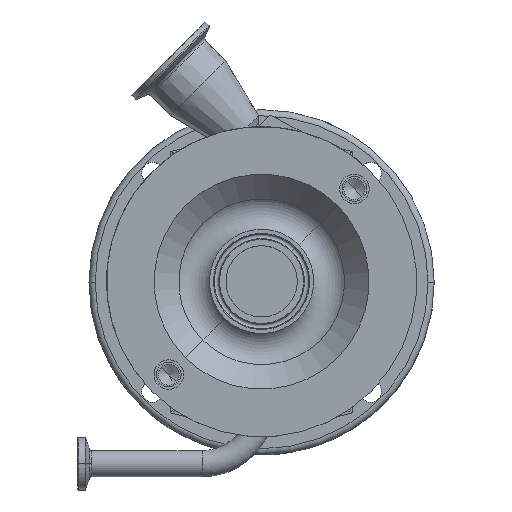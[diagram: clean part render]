
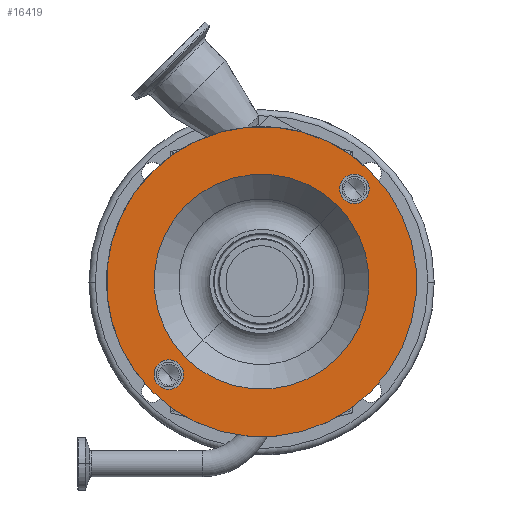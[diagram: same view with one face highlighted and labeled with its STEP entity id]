
A CAD part, top view. The second image highlights one B-rep face of the part: STEP entity #16419.
In plain terms, the highlighted planar face has unit normal (0, 0, 1).
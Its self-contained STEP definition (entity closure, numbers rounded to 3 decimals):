
#77 = CARTESIAN_POINT ( 'NONE',  ( 44.901, 44.901, 190.6 ) ) ;
#163 = EDGE_CURVE ( 'NONE', #8118, #14919, #3381, .T. ) ;
#244 = CARTESIAN_POINT ( 'NONE',  ( 0., 0., 190.6 ) ) ;
#332 = CARTESIAN_POINT ( 'NONE',  ( 39.85, 39.85, 190.6 ) ) ;
#339 = CARTESIAN_POINT ( 'NONE',  ( 44.901, 44.901, 190.6 ) ) ;
#381 = CARTESIAN_POINT ( 'NONE',  ( -53.033, 53.033, 190.6 ) ) ;
#566 = EDGE_CURVE ( 'NONE', #8157, #9360, #15379, .T. ) ;
#753 = CARTESIAN_POINT ( 'NONE',  ( -53.033, -53.033, 190.6 ) ) ;
#925 = CARTESIAN_POINT ( 'NONE',  ( -44.901, -44.901, 190.6 ) ) ;
#1069 = DIRECTION ( 'NONE',  ( 0., 0., 1. ) ) ;
#1191 = AXIS2_PLACEMENT_3D ( 'NONE', #3889, #1069, #12772 ) ;
#1371 = AXIS2_PLACEMENT_3D ( 'NONE', #7954, #11850, #5629 ) ;
#1433 = CIRCLE ( 'NONE', #9670, 75. ) ;
#1573 = CIRCLE ( 'NONE', #9265, 7.144 ) ;
#1789 = FACE_BOUND ( 'NONE', #11852, .T. ) ;
#1942 = ORIENTED_EDGE ( 'NONE', *, *, #14843, .F. ) ;
#1994 = ORIENTED_EDGE ( 'NONE', *, *, #8608, .F. ) ;
#2570 = EDGE_CURVE ( 'NONE', #5701, #5803, #5692, .T. ) ;
#2805 = CIRCLE ( 'NONE', #5208, 52. ) ;
#2877 = EDGE_CURVE ( 'NONE', #5803, #5701, #1433, .T. ) ;
#2957 = CARTESIAN_POINT ( 'NONE',  ( -49.953, -49.953, 190.6 ) ) ;
#3208 = FACE_BOUND ( 'NONE', #14603, .T. ) ;
#3381 = CIRCLE ( 'NONE', #13191, 7.144 ) ;
#3514 = DIRECTION ( 'NONE',  ( 0., 0., 1. ) ) ;
#3563 = VERTEX_POINT ( 'NONE', #8678 ) ;
#3570 = ORIENTED_EDGE ( 'NONE', *, *, #2877, .T. ) ;
#3754 = ORIENTED_EDGE ( 'NONE', *, *, #4611, .F. ) ;
#3794 = DIRECTION ( 'NONE',  ( 0.707, 0.707, 0. ) ) ;
#3889 = CARTESIAN_POINT ( 'NONE',  ( 0., 0., 190.6 ) ) ;
#4611 = EDGE_CURVE ( 'NONE', #12984, #3563, #14306, .T. ) ;
#4884 = CARTESIAN_POINT ( 'NONE',  ( 0., 0., 190.6 ) ) ;
#5208 = AXIS2_PLACEMENT_3D ( 'NONE', #244, #14297, #5791 ) ;
#5629 = DIRECTION ( 'NONE',  ( 0.707, 0.707, 0. ) ) ;
#5692 = CIRCLE ( 'NONE', #1191, 75. ) ;
#5701 = VERTEX_POINT ( 'NONE', #753 ) ;
#5791 = DIRECTION ( 'NONE',  ( 0.707, 0.707, 0. ) ) ;
#5803 = VERTEX_POINT ( 'NONE', #9914 ) ;
#6115 = DIRECTION ( 'NONE',  ( 0.707, 0.707, 0. ) ) ;
#6193 = CIRCLE ( 'NONE', #1371, 7.144 ) ;
#6610 = ORIENTED_EDGE ( 'NONE', *, *, #12761, .F. ) ;
#6883 = PLANE ( 'NONE',  #7543 ) ;
#7431 = EDGE_LOOP ( 'NONE', ( #11749, #1942 ) ) ;
#7543 = AXIS2_PLACEMENT_3D ( 'NONE', #381, #11932, #8205 ) ;
#7954 = CARTESIAN_POINT ( 'NONE',  ( -44.901, -44.901, 190.6 ) ) ;
#8022 = CARTESIAN_POINT ( 'NONE',  ( 0., 0., 190.6 ) ) ;
#8073 = DIRECTION ( 'NONE',  ( 0., 0., 1. ) ) ;
#8097 = ORIENTED_EDGE ( 'NONE', *, *, #566, .F. ) ;
#8118 = VERTEX_POINT ( 'NONE', #13216 ) ;
#8157 = VERTEX_POINT ( 'NONE', #332 ) ;
#8205 = DIRECTION ( 'NONE',  ( 1., 0., 0. ) ) ;
#8395 = AXIS2_PLACEMENT_3D ( 'NONE', #4884, #9957, #3794 ) ;
#8608 = EDGE_CURVE ( 'NONE', #3563, #12984, #2805, .T. ) ;
#8678 = CARTESIAN_POINT ( 'NONE',  ( -36.77, -36.77, 190.6 ) ) ;
#9265 = AXIS2_PLACEMENT_3D ( 'NONE', #339, #8073, #10419 ) ;
#9360 = VERTEX_POINT ( 'NONE', #16010 ) ;
#9670 = AXIS2_PLACEMENT_3D ( 'NONE', #8022, #15539, #13091 ) ;
#9914 = CARTESIAN_POINT ( 'NONE',  ( 53.033, 53.033, 190.6 ) ) ;
#9957 = DIRECTION ( 'NONE',  ( 0., 0., 1. ) ) ;
#10236 = DIRECTION ( 'NONE',  ( 0., 0., 1. ) ) ;
#10419 = DIRECTION ( 'NONE',  ( 0.707, 0.707, 0. ) ) ;
#10725 = ORIENTED_EDGE ( 'NONE', *, *, #2570, .T. ) ;
#10871 = FACE_BOUND ( 'NONE', #7431, .T. ) ;
#11269 = EDGE_LOOP ( 'NONE', ( #3570, #10725 ) ) ;
#11400 = CARTESIAN_POINT ( 'NONE',  ( 36.77, 36.77, 190.6 ) ) ;
#11749 = ORIENTED_EDGE ( 'NONE', *, *, #163, .F. ) ;
#11850 = DIRECTION ( 'NONE',  ( 0., 0., 1. ) ) ;
#11852 = EDGE_LOOP ( 'NONE', ( #6610, #8097 ) ) ;
#11876 = AXIS2_PLACEMENT_3D ( 'NONE', #77, #10236, #15091 ) ;
#11932 = DIRECTION ( 'NONE',  ( 0., 0., 1. ) ) ;
#12761 = EDGE_CURVE ( 'NONE', #9360, #8157, #1573, .T. ) ;
#12772 = DIRECTION ( 'NONE',  ( 0.707, 0.707, 0. ) ) ;
#12984 = VERTEX_POINT ( 'NONE', #11400 ) ;
#13091 = DIRECTION ( 'NONE',  ( 0.707, 0.707, 0. ) ) ;
#13101 = FACE_OUTER_BOUND ( 'NONE', #11269, .T. ) ;
#13191 = AXIS2_PLACEMENT_3D ( 'NONE', #925, #3514, #6115 ) ;
#13216 = CARTESIAN_POINT ( 'NONE',  ( -39.85, -39.85, 190.6 ) ) ;
#14297 = DIRECTION ( 'NONE',  ( 0., 0., 1. ) ) ;
#14306 = CIRCLE ( 'NONE', #8395, 52. ) ;
#14603 = EDGE_LOOP ( 'NONE', ( #3754, #1994 ) ) ;
#14843 = EDGE_CURVE ( 'NONE', #14919, #8118, #6193, .T. ) ;
#14919 = VERTEX_POINT ( 'NONE', #2957 ) ;
#15091 = DIRECTION ( 'NONE',  ( 0.707, 0.707, 0. ) ) ;
#15379 = CIRCLE ( 'NONE', #11876, 7.144 ) ;
#15539 = DIRECTION ( 'NONE',  ( 0., 0., 1. ) ) ;
#16010 = CARTESIAN_POINT ( 'NONE',  ( 49.953, 49.953, 190.6 ) ) ;
#16419 = ADVANCED_FACE ( 'NONE', ( #3208, #10871, #1789, #13101 ), #6883, .T. ) ;
